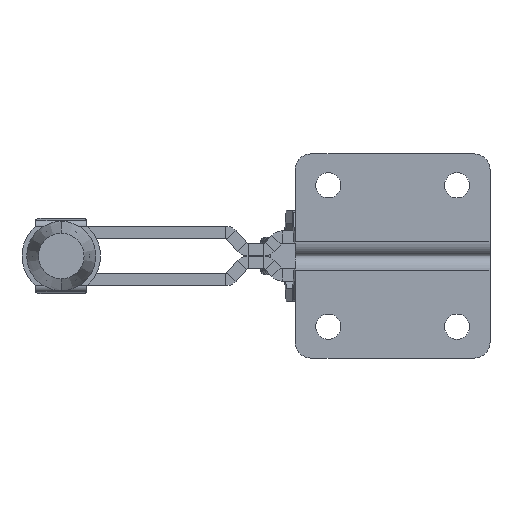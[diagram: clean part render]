
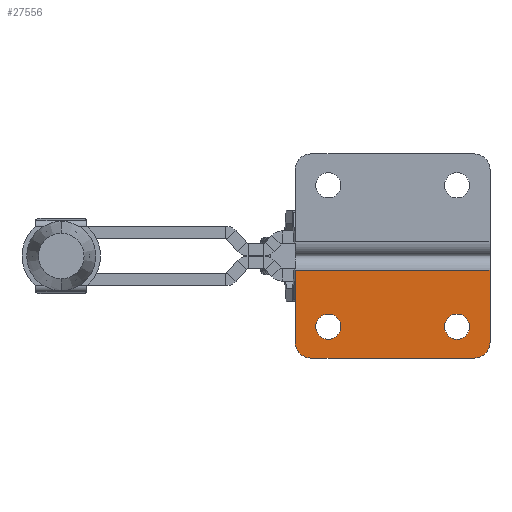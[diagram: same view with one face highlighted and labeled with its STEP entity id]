
A CAD part, front view. The second image highlights one B-rep face of the part: STEP entity #27556.
In plain terms, the highlighted planar face has unit normal (0, -1, 0).
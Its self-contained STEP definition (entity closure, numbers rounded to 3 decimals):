
#1697 = AXIS2_PLACEMENT_3D ( 'NONE', #13490, #13489, #13487 ) ;
#1698 = AXIS2_PLACEMENT_3D ( 'NONE', #13481, #13479, #13478 ) ;
#1712 = AXIS2_PLACEMENT_3D ( 'NONE', #13150, #13159, #13147 ) ;
#1778 = AXIS2_PLACEMENT_3D ( 'NONE', #7332, #7325, #7301 ) ;
#1780 = AXIS2_PLACEMENT_3D ( 'NONE', #7280, #7275, #7273 ) ;
#1781 = AXIS2_PLACEMENT_3D ( 'NONE', #7170, #7153, #7150 ) ;
#1783 = AXIS2_PLACEMENT_3D ( 'NONE', #7132, #7110, #7108 ) ;
#7108 = DIRECTION ( 'NONE',  ( 0., 0., 1. ) ) ;
#7110 = DIRECTION ( 'NONE',  ( 0., 1., 0. ) ) ;
#7132 = CARTESIAN_POINT ( 'NONE',  ( 51.5, -4., -18.5 ) ) ;
#7150 = DIRECTION ( 'NONE',  ( 0., 0., 1. ) ) ;
#7153 = DIRECTION ( 'NONE',  ( 0., 1., 0. ) ) ;
#7170 = CARTESIAN_POINT ( 'NONE',  ( 10.5, -4., -18.5 ) ) ;
#7242 = DIRECTION ( 'NONE',  ( 0., 0., -1. ) ) ;
#7273 = DIRECTION ( 'NONE',  ( 0., 0., -1. ) ) ;
#7275 = DIRECTION ( 'NONE',  ( 0., 1., 0. ) ) ;
#7280 = CARTESIAN_POINT ( 'NONE',  ( 57., -4., -23.5 ) ) ;
#7282 = CARTESIAN_POINT ( 'NONE',  ( 62., -4., -23.5 ) ) ;
#7294 = DIRECTION ( 'NONE',  ( -1., 0., 0. ) ) ;
#7298 = CARTESIAN_POINT ( 'NONE',  ( 5., -4., -28.5 ) ) ;
#7301 = DIRECTION ( 'NONE',  ( 0., 0., -1. ) ) ;
#7325 = DIRECTION ( 'NONE',  ( 0., 1., 0. ) ) ;
#7332 = CARTESIAN_POINT ( 'NONE',  ( 5., -4., -23.5 ) ) ;
#8278 = DIRECTION ( 'NONE',  ( 0., 0., 1. ) ) ;
#8280 = CARTESIAN_POINT ( 'NONE',  ( 0., -4., 0. ) ) ;
#8295 = CARTESIAN_POINT ( 'NONE',  ( 5., -4., -0.5 ) ) ;
#8314 = DIRECTION ( 'NONE',  ( -1., 0., 0. ) ) ;
#12545 = VERTEX_POINT ( 'NONE', #24792 ) ;
#12581 = VERTEX_POINT ( 'NONE', #24774 ) ;
#12617 = VERTEX_POINT ( 'NONE', #24756 ) ;
#12623 = VERTEX_POINT ( 'NONE', #24753 ) ;
#12643 = VERTEX_POINT ( 'NONE', #24743 ) ;
#12677 = VERTEX_POINT ( 'NONE', #24726 ) ;
#13147 = DIRECTION ( 'NONE',  ( 0., 0., -1. ) ) ;
#13149 = PLANE ( 'NONE',  #1712 ) ;
#13150 = CARTESIAN_POINT ( 'NONE',  ( 5., -4., -23.5 ) ) ;
#13159 = DIRECTION ( 'NONE',  ( 0., -1., 0. ) ) ;
#13274 = CARTESIAN_POINT ( 'NONE',  ( 51.5, -4., -14.5 ) ) ;
#13276 = CARTESIAN_POINT ( 'NONE',  ( 51.5, -4., -22.5 ) ) ;
#13277 = CARTESIAN_POINT ( 'NONE',  ( 10.5, -4., -22.5 ) ) ;
#13279 = CARTESIAN_POINT ( 'NONE',  ( 10.5, -4., -14.5 ) ) ;
#13478 = DIRECTION ( 'NONE',  ( 0., 0., 1. ) ) ;
#13479 = DIRECTION ( 'NONE',  ( 0., 1., 0. ) ) ;
#13481 = CARTESIAN_POINT ( 'NONE',  ( 51.5, -4., -18.5 ) ) ;
#13487 = DIRECTION ( 'NONE',  ( 0., 0., 1. ) ) ;
#13489 = DIRECTION ( 'NONE',  ( 0., 1., 0. ) ) ;
#13490 = CARTESIAN_POINT ( 'NONE',  ( 10.5, -4., -18.5 ) ) ;
#15110 = ORIENTED_EDGE ( 'NONE', *, *, #28560, .F. ) ;
#15111 = ORIENTED_EDGE ( 'NONE', *, *, #28589, .F. ) ;
#15112 = ORIENTED_EDGE ( 'NONE', *, *, #28592, .F. ) ;
#15113 = ORIENTED_EDGE ( 'NONE', *, *, #28591, .F. ) ;
#15140 = ORIENTED_EDGE ( 'NONE', *, *, #23394, .T. ) ;
#15147 = ORIENTED_EDGE ( 'NONE', *, *, #28603, .T. ) ;
#15148 = ORIENTED_EDGE ( 'NONE', *, *, #28601, .T. ) ;
#15176 = ORIENTED_EDGE ( 'NONE', *, *, #28557, .T. ) ;
#15177 = ORIENTED_EDGE ( 'NONE', *, *, #23374, .T. ) ;
#15181 = ORIENTED_EDGE ( 'NONE', *, *, #28596, .F. ) ;
#17126 = EDGE_LOOP ( 'NONE', ( #15147, #15140 ) ) ;
#17393 = EDGE_LOOP ( 'NONE', ( #15181, #15176, #15110, #15111, #15112, #15113 ) ) ;
#17459 = EDGE_LOOP ( 'NONE', ( #15148, #15177 ) ) ;
#18115 = VECTOR ( 'NONE', #7294, 1000. ) ;
#18119 = VECTOR ( 'NONE', #7242, 1000. ) ;
#18432 = CIRCLE ( 'NONE', #1781, 4. ) ;
#18498 = CIRCLE ( 'NONE', #1783, 4. ) ;
#18517 = LINE ( 'NONE', #7298, #18115 ) ;
#18596 = CIRCLE ( 'NONE', #1778, 5. ) ;
#18598 = CIRCLE ( 'NONE', #1780, 5. ) ;
#18756 = LINE ( 'NONE', #7282, #18119 ) ;
#18760 = LINE ( 'NONE', #8295, #18944 ) ;
#18915 = FACE_BOUND ( 'NONE', #17459, .T. ) ;
#18931 = FACE_OUTER_BOUND ( 'NONE', #17393, .T. ) ;
#18944 = VECTOR ( 'NONE', #8314, 1000. ) ;
#18947 = LINE ( 'NONE', #8280, #18956 ) ;
#18956 = VECTOR ( 'NONE', #8278, 1000. ) ;
#19047 = FACE_BOUND ( 'NONE', #17126, .T. ) ;
#23374 = EDGE_CURVE ( 'NONE', #24017, #24015, #27526, .T. ) ;
#23394 = EDGE_CURVE ( 'NONE', #24021, #24025, #27616, .T. ) ;
#24015 = VERTEX_POINT ( 'NONE', #13279 ) ;
#24017 = VERTEX_POINT ( 'NONE', #13277 ) ;
#24021 = VERTEX_POINT ( 'NONE', #13276 ) ;
#24025 = VERTEX_POINT ( 'NONE', #13274 ) ;
#24726 = CARTESIAN_POINT ( 'NONE',  ( 62., -4., -23.5 ) ) ;
#24743 = CARTESIAN_POINT ( 'NONE',  ( 5., -4., -28.5 ) ) ;
#24753 = CARTESIAN_POINT ( 'NONE',  ( 0., -4., -0.5 ) ) ;
#24756 = CARTESIAN_POINT ( 'NONE',  ( 62., -4., -0.5 ) ) ;
#24774 = CARTESIAN_POINT ( 'NONE',  ( 0., -4., -23.5 ) ) ;
#24792 = CARTESIAN_POINT ( 'NONE',  ( 57., -4., -28.5 ) ) ;
#27526 = CIRCLE ( 'NONE', #1697, 4. ) ;
#27556 = ADVANCED_FACE ( 'NONE', ( #18915, #19047, #18931 ), #13149, .T. ) ;
#27616 = CIRCLE ( 'NONE', #1698, 4. ) ;
#28557 = EDGE_CURVE ( 'NONE', #12617, #12623, #18760, .T. ) ;
#28560 = EDGE_CURVE ( 'NONE', #12581, #12623, #18947, .T. ) ;
#28589 = EDGE_CURVE ( 'NONE', #12643, #12581, #18596, .T. ) ;
#28591 = EDGE_CURVE ( 'NONE', #12677, #12545, #18598, .T. ) ;
#28592 = EDGE_CURVE ( 'NONE', #12545, #12643, #18517, .T. ) ;
#28596 = EDGE_CURVE ( 'NONE', #12617, #12677, #18756, .T. ) ;
#28601 = EDGE_CURVE ( 'NONE', #24015, #24017, #18432, .T. ) ;
#28603 = EDGE_CURVE ( 'NONE', #24025, #24021, #18498, .T. ) ;
